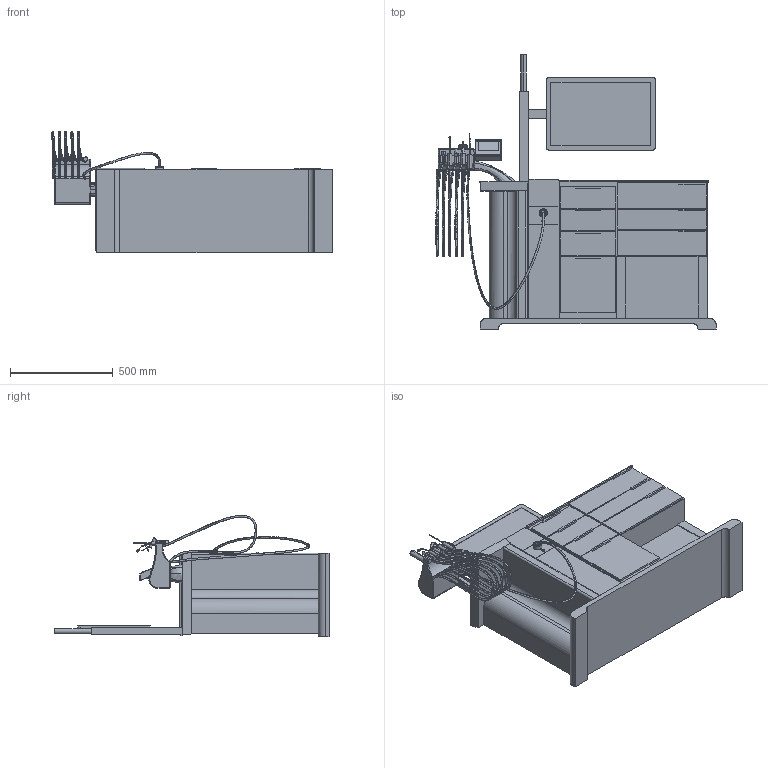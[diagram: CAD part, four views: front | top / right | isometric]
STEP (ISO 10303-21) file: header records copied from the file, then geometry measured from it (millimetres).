
FILE_DESCRIPTION(('FreeCAD Model'),'2;1');
FILE_NAME('Open CASCADE Shape Model','2025-04-29T12:20:31',('FreeCAD'),( 'FreeCAD'),'Open CASCADE STEP processor 7.6','FreeCAD','Unknown');
FILE_SCHEMA(('AUTOMOTIVE_DESIGN { 1 0 10303 214 1 1 1 1 }'));
Products named in the file (1): Open CASCADE STEP translator 7.6 1
Bounding box: 1361.46 x 1332.2 x 589.18 mm (x, y, z)
Surface area: 7058380.8 mm2 (no closed solid volume)
Topology: 0 solids, 380 shells, 380 faces, 4512 edges, 4508 vertices
Faces by surface type: bspline 380
Entity records: 51003 total; most frequent: CARTESIAN_POINT 31121, ORIENTED_EDGE 4511, EDGE_CURVE 4511, VERTEX_POINT 4511, B_SPLINE_CURVE_WITH_KNOTS 4166, FACE_BOUND 391, EDGE_LOOP 391, SHELL_BASED_SURFACE_MODEL 380
